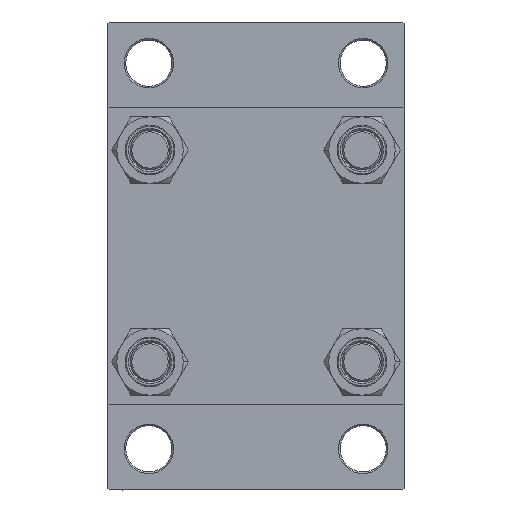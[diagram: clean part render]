
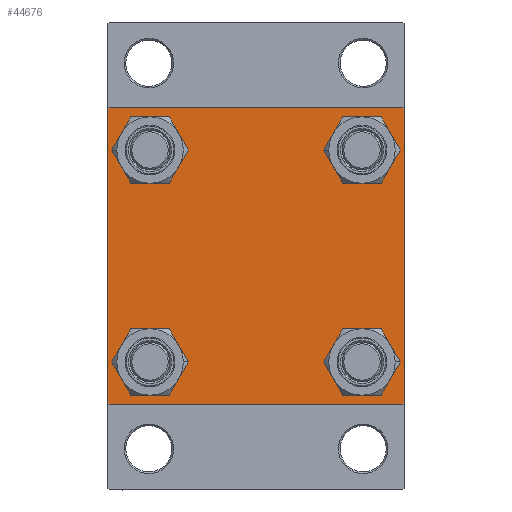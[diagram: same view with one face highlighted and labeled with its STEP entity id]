
A CAD part, left-side view. The second image highlights one B-rep face of the part: STEP entity #44676.
In plain terms, the highlighted planar face has unit normal (-1, 0, 0).
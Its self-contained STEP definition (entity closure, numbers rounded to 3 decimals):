
#801 = CIRCLE ( 'NONE', #33723, 6.5 ) ;
#1333 = ORIENTED_EDGE ( 'NONE', *, *, #22091, .T. ) ;
#1371 = CARTESIAN_POINT ( 'NONE',  ( 0., 32.15, 32.15 ) ) ;
#1471 = ORIENTED_EDGE ( 'NONE', *, *, #42058, .T. ) ;
#1838 = EDGE_CURVE ( 'NONE', #17566, #6642, #44316, .T. ) ;
#2517 = ORIENTED_EDGE ( 'NONE', *, *, #19637, .T. ) ;
#2807 = CARTESIAN_POINT ( 'NONE',  ( 0., -32.15, 25.65 ) ) ;
#2869 = LINE ( 'NONE', #17500, #17663 ) ;
#3011 = CARTESIAN_POINT ( 'NONE',  ( 0., -32.15, 32.15 ) ) ;
#3854 = EDGE_CURVE ( 'NONE', #8545, #4760, #11968, .T. ) ;
#3949 = DIRECTION ( 'NONE',  ( 1., 0., 0. ) ) ;
#3980 = CARTESIAN_POINT ( 'NONE',  ( 0., 32.15, 38.65 ) ) ;
#4266 = DIRECTION ( 'NONE',  ( 0., 0.707, -0.707 ) ) ;
#4760 = VERTEX_POINT ( 'NONE', #2807 ) ;
#5737 = CARTESIAN_POINT ( 'NONE',  ( 0., -44.5, -45. ) ) ;
#6642 = VERTEX_POINT ( 'NONE', #9931 ) ;
#6878 = VERTEX_POINT ( 'NONE', #19954 ) ;
#7241 = CARTESIAN_POINT ( 'NONE',  ( 0., -45., 45. ) ) ;
#7362 = AXIS2_PLACEMENT_3D ( 'NONE', #35865, #42807, #9736 ) ;
#7456 = LINE ( 'NONE', #29969, #16352 ) ;
#7660 = EDGE_LOOP ( 'NONE', ( #39148, #10060 ) ) ;
#7679 = CARTESIAN_POINT ( 'NONE',  ( 0., 32.15, -38.65 ) ) ;
#7715 = DIRECTION ( 'NONE',  ( 0., 0., 1. ) ) ;
#7882 = CARTESIAN_POINT ( 'NONE',  ( 0., 44.75, 44.75 ) ) ;
#7963 = CARTESIAN_POINT ( 'NONE',  ( 0., 44.75, -44.75 ) ) ;
#8492 = VERTEX_POINT ( 'NONE', #32163 ) ;
#8545 = VERTEX_POINT ( 'NONE', #30686 ) ;
#9323 = CIRCLE ( 'NONE', #27682, 6.5 ) ;
#9371 = EDGE_LOOP ( 'NONE', ( #24041, #43703 ) ) ;
#9372 = EDGE_CURVE ( 'NONE', #28257, #40279, #30930, .T. ) ;
#9418 = CIRCLE ( 'NONE', #29291, 6.5 ) ;
#9506 = FACE_BOUND ( 'NONE', #12448, .T. ) ;
#9736 = DIRECTION ( 'NONE',  ( 0., 0., 1. ) ) ;
#9917 = CARTESIAN_POINT ( 'NONE',  ( 0., 44.5, -45. ) ) ;
#9931 = CARTESIAN_POINT ( 'NONE',  ( 0., 45., 44.5 ) ) ;
#10060 = ORIENTED_EDGE ( 'NONE', *, *, #25384, .T. ) ;
#10151 = CARTESIAN_POINT ( 'NONE',  ( 0., 32.15, -25.65 ) ) ;
#10227 = EDGE_CURVE ( 'NONE', #8492, #17806, #11422, .T. ) ;
#11422 = CIRCLE ( 'NONE', #44337, 6.5 ) ;
#11630 = CARTESIAN_POINT ( 'NONE',  ( 0., -32.15, -32.15 ) ) ;
#11968 = CIRCLE ( 'NONE', #44893, 6.5 ) ;
#12408 = DIRECTION ( 'NONE',  ( 0., 0., 1. ) ) ;
#12448 = EDGE_LOOP ( 'NONE', ( #13130, #1471 ) ) ;
#12856 = DIRECTION ( 'NONE',  ( 0., 0., -1. ) ) ;
#12931 = CARTESIAN_POINT ( 'NONE',  ( 0., -44.75, -44.75 ) ) ;
#13060 = CARTESIAN_POINT ( 'NONE',  ( 0., 32.15, -32.15 ) ) ;
#13130 = ORIENTED_EDGE ( 'NONE', *, *, #10227, .T. ) ;
#13796 = VECTOR ( 'NONE', #38318, 1000. ) ;
#13852 = CARTESIAN_POINT ( 'NONE',  ( 0., -32.15, -38.65 ) ) ;
#14758 = DIRECTION ( 'NONE',  ( 0., 0., 1. ) ) ;
#14792 = CARTESIAN_POINT ( 'NONE',  ( 0., -32.15, 32.15 ) ) ;
#15224 = CARTESIAN_POINT ( 'NONE',  ( 0., 45., -44.5 ) ) ;
#15956 = VECTOR ( 'NONE', #34543, 1000. ) ;
#16352 = VECTOR ( 'NONE', #19192, 1000. ) ;
#16436 = EDGE_CURVE ( 'NONE', #28027, #28257, #44394, .T. ) ;
#16441 = CARTESIAN_POINT ( 'NONE',  ( 0., 45., 45. ) ) ;
#17383 = ORIENTED_EDGE ( 'NONE', *, *, #16436, .T. ) ;
#17424 = EDGE_CURVE ( 'NONE', #44976, #20273, #2869, .T. ) ;
#17500 = CARTESIAN_POINT ( 'NONE',  ( 0., -44.75, 44.75 ) ) ;
#17566 = VERTEX_POINT ( 'NONE', #36921 ) ;
#17663 = VECTOR ( 'NONE', #17739, 1000. ) ;
#17729 = AXIS2_PLACEMENT_3D ( 'NONE', #13060, #31031, #45659 ) ;
#17739 = DIRECTION ( 'NONE',  ( 0., 0.707, 0.707 ) ) ;
#17806 = VERTEX_POINT ( 'NONE', #13852 ) ;
#18813 = VECTOR ( 'NONE', #4266, 1000. ) ;
#19192 = DIRECTION ( 'NONE',  ( 0., -1., 0. ) ) ;
#19637 = EDGE_CURVE ( 'NONE', #38091, #21506, #32280, .T. ) ;
#19712 = EDGE_CURVE ( 'NONE', #21506, #38091, #9323, .T. ) ;
#19954 = CARTESIAN_POINT ( 'NONE',  ( 0., 32.15, 25.65 ) ) ;
#20273 = VERTEX_POINT ( 'NONE', #25802 ) ;
#20587 = LINE ( 'NONE', #12931, #31090 ) ;
#20828 = EDGE_CURVE ( 'NONE', #44976, #22829, #47274, .T. ) ;
#20986 = PLANE ( 'NONE',  #7362 ) ;
#21133 = DIRECTION ( 'NONE',  ( 0., 0., -1. ) ) ;
#21506 = VERTEX_POINT ( 'NONE', #7679 ) ;
#22091 = EDGE_CURVE ( 'NONE', #6642, #28027, #45693, .T. ) ;
#22144 = DIRECTION ( 'NONE',  ( 1., 0., 0. ) ) ;
#22649 = DIRECTION ( 'NONE',  ( 0., 0., 1. ) ) ;
#22829 = VERTEX_POINT ( 'NONE', #37115 ) ;
#22939 = ORIENTED_EDGE ( 'NONE', *, *, #9372, .T. ) ;
#22942 = CIRCLE ( 'NONE', #40567, 6.5 ) ;
#23259 = CARTESIAN_POINT ( 'NONE',  ( 0., -32.15, -32.15 ) ) ;
#23795 = VERTEX_POINT ( 'NONE', #3980 ) ;
#24041 = ORIENTED_EDGE ( 'NONE', *, *, #28660, .T. ) ;
#24111 = FACE_BOUND ( 'NONE', #35896, .T. ) ;
#24288 = CARTESIAN_POINT ( 'NONE',  ( 0., -45., 44.5 ) ) ;
#25384 = EDGE_CURVE ( 'NONE', #4760, #8545, #22942, .T. ) ;
#25802 = CARTESIAN_POINT ( 'NONE',  ( 0., -44.5, 45. ) ) ;
#25921 = CARTESIAN_POINT ( 'NONE',  ( 0., 32.15, 32.15 ) ) ;
#27002 = ORIENTED_EDGE ( 'NONE', *, *, #1838, .T. ) ;
#27245 = DIRECTION ( 'NONE',  ( 1., 0., 0. ) ) ;
#27321 = DIRECTION ( 'NONE',  ( 1., 0., 0. ) ) ;
#27564 = ORIENTED_EDGE ( 'NONE', *, *, #20828, .F. ) ;
#27682 = AXIS2_PLACEMENT_3D ( 'NONE', #47087, #22144, #36543 ) ;
#28027 = VERTEX_POINT ( 'NONE', #15224 ) ;
#28257 = VERTEX_POINT ( 'NONE', #9917 ) ;
#28660 = EDGE_CURVE ( 'NONE', #23795, #6878, #801, .T. ) ;
#28807 = ORIENTED_EDGE ( 'NONE', *, *, #17424, .T. ) ;
#29291 = AXIS2_PLACEMENT_3D ( 'NONE', #25921, #36492, #7715 ) ;
#29969 = CARTESIAN_POINT ( 'NONE',  ( 0., 45., 45. ) ) ;
#30686 = CARTESIAN_POINT ( 'NONE',  ( 0., -32.15, 38.65 ) ) ;
#30930 = LINE ( 'NONE', #44215, #15956 ) ;
#31031 = DIRECTION ( 'NONE',  ( 1., 0., 0. ) ) ;
#31090 = VECTOR ( 'NONE', #45533, 1000. ) ;
#32163 = CARTESIAN_POINT ( 'NONE',  ( 0., -32.15, -25.65 ) ) ;
#32280 = CIRCLE ( 'NONE', #17729, 6.5 ) ;
#32543 = DIRECTION ( 'NONE',  ( 0., 0., 1. ) ) ;
#33121 = EDGE_CURVE ( 'NONE', #6878, #23795, #9418, .T. ) ;
#33723 = AXIS2_PLACEMENT_3D ( 'NONE', #1371, #27245, #12408 ) ;
#34543 = DIRECTION ( 'NONE',  ( 0., -1., 0. ) ) ;
#35625 = FACE_BOUND ( 'NONE', #9371, .T. ) ;
#35865 = CARTESIAN_POINT ( 'NONE',  ( 0., 0., 0. ) ) ;
#35896 = EDGE_LOOP ( 'NONE', ( #2517, #43696 ) ) ;
#36492 = DIRECTION ( 'NONE',  ( 1., 0., 0. ) ) ;
#36543 = DIRECTION ( 'NONE',  ( 0., 0., 1. ) ) ;
#36921 = CARTESIAN_POINT ( 'NONE',  ( 0., 44.5, 45. ) ) ;
#37115 = CARTESIAN_POINT ( 'NONE',  ( 0., -45., -44.5 ) ) ;
#37137 = AXIS2_PLACEMENT_3D ( 'NONE', #23259, #27321, #45084 ) ;
#37515 = ORIENTED_EDGE ( 'NONE', *, *, #39293, .F. ) ;
#38091 = VERTEX_POINT ( 'NONE', #10151 ) ;
#38318 = DIRECTION ( 'NONE',  ( 0., -0.707, -0.707 ) ) ;
#38880 = EDGE_LOOP ( 'NONE', ( #1333, #17383, #22939, #41978, #27564, #28807, #37515, #27002 ) ) ;
#39148 = ORIENTED_EDGE ( 'NONE', *, *, #3854, .T. ) ;
#39293 = EDGE_CURVE ( 'NONE', #17566, #20273, #7456, .T. ) ;
#39942 = FACE_OUTER_BOUND ( 'NONE', #38880, .T. ) ;
#40279 = VERTEX_POINT ( 'NONE', #5737 ) ;
#40567 = AXIS2_PLACEMENT_3D ( 'NONE', #3011, #43533, #14758 ) ;
#41925 = VECTOR ( 'NONE', #12856, 1000. ) ;
#41978 = ORIENTED_EDGE ( 'NONE', *, *, #45153, .T. ) ;
#42058 = EDGE_CURVE ( 'NONE', #17806, #8492, #46295, .T. ) ;
#42338 = FACE_BOUND ( 'NONE', #7660, .T. ) ;
#42807 = DIRECTION ( 'NONE',  ( -1., 0., 0. ) ) ;
#43112 = VECTOR ( 'NONE', #21133, 1000. ) ;
#43533 = DIRECTION ( 'NONE',  ( 1., 0., 0. ) ) ;
#43569 = DIRECTION ( 'NONE',  ( 1., 0., 0. ) ) ;
#43696 = ORIENTED_EDGE ( 'NONE', *, *, #19712, .T. ) ;
#43703 = ORIENTED_EDGE ( 'NONE', *, *, #33121, .T. ) ;
#44215 = CARTESIAN_POINT ( 'NONE',  ( 0., 45., -45. ) ) ;
#44316 = LINE ( 'NONE', #7882, #18813 ) ;
#44337 = AXIS2_PLACEMENT_3D ( 'NONE', #11630, #3949, #22649 ) ;
#44394 = LINE ( 'NONE', #7963, #13796 ) ;
#44676 = ADVANCED_FACE ( 'NONE', ( #42338, #9506, #24111, #35625, #39942 ), #20986, .T. ) ;
#44893 = AXIS2_PLACEMENT_3D ( 'NONE', #14792, #43569, #32543 ) ;
#44976 = VERTEX_POINT ( 'NONE', #24288 ) ;
#45084 = DIRECTION ( 'NONE',  ( 0., 0., 1. ) ) ;
#45153 = EDGE_CURVE ( 'NONE', #40279, #22829, #20587, .T. ) ;
#45533 = DIRECTION ( 'NONE',  ( 0., -0.707, 0.707 ) ) ;
#45659 = DIRECTION ( 'NONE',  ( 0., 0., 1. ) ) ;
#45693 = LINE ( 'NONE', #16441, #41925 ) ;
#46295 = CIRCLE ( 'NONE', #37137, 6.5 ) ;
#47087 = CARTESIAN_POINT ( 'NONE',  ( 0., 32.15, -32.15 ) ) ;
#47274 = LINE ( 'NONE', #7241, #43112 ) ;
